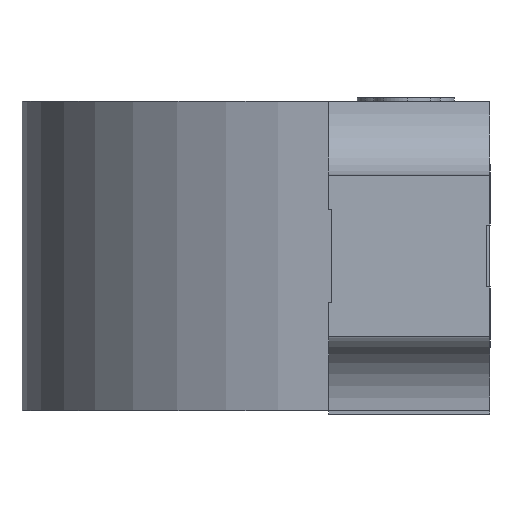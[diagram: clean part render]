
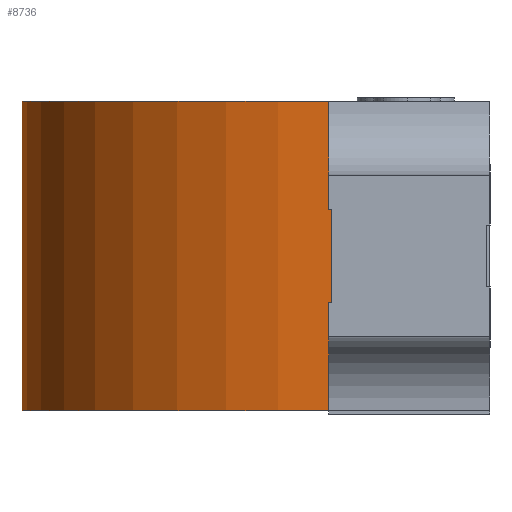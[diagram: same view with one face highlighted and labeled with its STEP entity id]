
A CAD part, left-side view. The second image highlights one B-rep face of the part: STEP entity #8736.
In plain terms, the highlighted cylindrical face has radius 1 mm (diameter 2 mm), a partial arc.
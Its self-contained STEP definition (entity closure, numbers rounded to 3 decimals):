
#490 = DIRECTION ( 'NONE',  ( 0., 0., 1. ) ) ;
#587 = CARTESIAN_POINT ( 'NONE',  ( 1., 0.25, 0.5 ) ) ;
#1526 = CARTESIAN_POINT ( 'NONE',  ( 0., 0.25, 0.5 ) ) ;
#1658 = LINE ( 'NONE', #7421, #7867 ) ;
#1672 = LINE ( 'NONE', #587, #8452 ) ;
#1698 = VERTEX_POINT ( 'NONE', #11766 ) ;
#2183 = EDGE_CURVE ( 'NONE', #3552, #2611, #1658, .T. ) ;
#2611 = VERTEX_POINT ( 'NONE', #14364 ) ;
#2698 = CARTESIAN_POINT ( 'NONE',  ( 0., 0.25, 0.5 ) ) ;
#3552 = VERTEX_POINT ( 'NONE', #8307 ) ;
#3647 = AXIS2_PLACEMENT_3D ( 'NONE', #7580, #13196, #12013 ) ;
#3767 = DIRECTION ( 'NONE',  ( 1., 0., 0. ) ) ;
#4547 = AXIS2_PLACEMENT_3D ( 'NONE', #2698, #490, #3767 ) ;
#5097 = DIRECTION ( 'NONE',  ( 0., 0., -1. ) ) ;
#5244 = EDGE_LOOP ( 'NONE', ( #8978, #9018, #6620, #10114 ) ) ;
#6000 = CIRCLE ( 'NONE', #3647, 1. ) ;
#6016 = EDGE_CURVE ( 'NONE', #11502, #2611, #6000, .T. ) ;
#6620 = ORIENTED_EDGE ( 'NONE', *, *, #12565, .F. ) ;
#7264 = DIRECTION ( 'NONE',  ( 0., 0., -1. ) ) ;
#7421 = CARTESIAN_POINT ( 'NONE',  ( -1., 0.25, 0.5 ) ) ;
#7580 = CARTESIAN_POINT ( 'NONE',  ( 0., 0.25, -0.5 ) ) ;
#7867 = VECTOR ( 'NONE', #7264, 1000. ) ;
#8307 = CARTESIAN_POINT ( 'NONE',  ( -1., 0.25, 0.5 ) ) ;
#8452 = VECTOR ( 'NONE', #5097, 1000. ) ;
#8736 = ADVANCED_FACE ( 'NONE', ( #12311 ), #12392, .T. ) ;
#8824 = CARTESIAN_POINT ( 'NONE',  ( 1., 0.25, -0.5 ) ) ;
#8978 = ORIENTED_EDGE ( 'NONE', *, *, #6016, .T. ) ;
#9018 = ORIENTED_EDGE ( 'NONE', *, *, #2183, .F. ) ;
#9455 = DIRECTION ( 'NONE',  ( -1., 0., 0. ) ) ;
#10114 = ORIENTED_EDGE ( 'NONE', *, *, #12301, .T. ) ;
#11502 = VERTEX_POINT ( 'NONE', #8824 ) ;
#11715 = DIRECTION ( 'NONE',  ( 0., 0., -1. ) ) ;
#11766 = CARTESIAN_POINT ( 'NONE',  ( 1., 0.25, 0.5 ) ) ;
#12013 = DIRECTION ( 'NONE',  ( 1., 0., 0. ) ) ;
#12070 = AXIS2_PLACEMENT_3D ( 'NONE', #1526, #11715, #9455 ) ;
#12251 = CIRCLE ( 'NONE', #4547, 1. ) ;
#12301 = EDGE_CURVE ( 'NONE', #1698, #11502, #1672, .T. ) ;
#12311 = FACE_OUTER_BOUND ( 'NONE', #5244, .T. ) ;
#12392 = CYLINDRICAL_SURFACE ( 'NONE', #12070, 1. ) ;
#12565 = EDGE_CURVE ( 'NONE', #1698, #3552, #12251, .T. ) ;
#13196 = DIRECTION ( 'NONE',  ( 0., 0., 1. ) ) ;
#14364 = CARTESIAN_POINT ( 'NONE',  ( -1., 0.25, -0.5 ) ) ;
